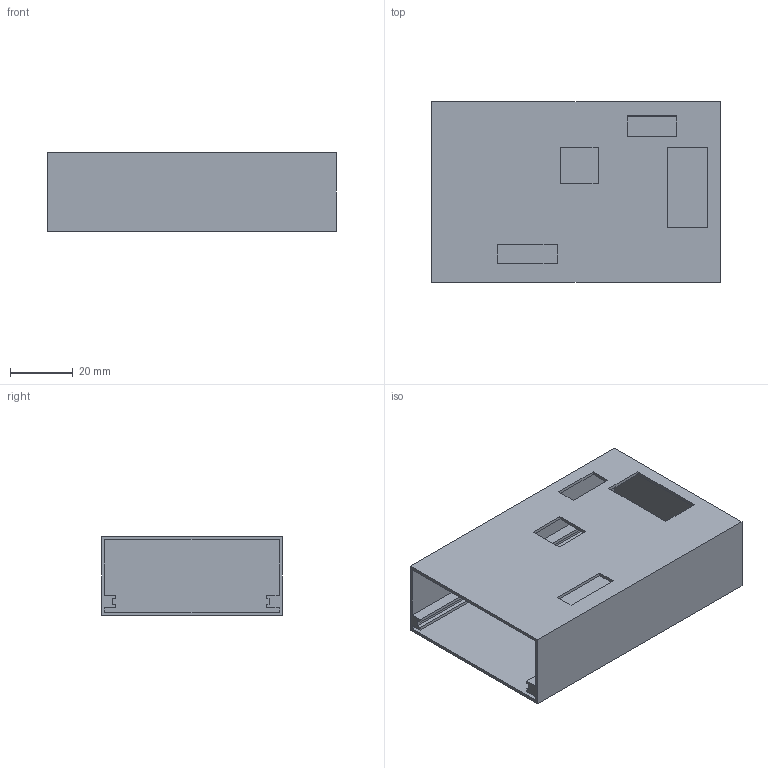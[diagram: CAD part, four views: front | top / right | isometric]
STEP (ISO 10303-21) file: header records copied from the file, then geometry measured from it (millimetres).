
FILE_DESCRIPTION(/* description */ (''),/* implementation_level */ '2;1');
FILE_NAME(/* name */ 'face_tracking_drone_onflight v1.step',/* time_stamp */ '2019-04-07T22:13:56-04:00',/* author */ ('chen_haobo_111'),/* organization */ (''),/* preprocessor_version */ 'ST-DEVELOPER v17.2',/* originating_system */ 'Autodesk Translation Framework v7.6.0.251',/* authorisation */ '');
FILE_SCHEMA (('AUTOMOTIVE_DESIGN { 1 0 10303 214 3 1 1 }'));
Length unit declared in the file: millimetre
Products named in the file (1): face_tracking_drone_onflight
Bounding box: 92 x 57.5 x 25 mm (x, y, z)
Volume: 17476.5 mm3; surface area: 32349 mm2
Topology: 1 solids, 1 shells, 47 faces, 132 edges, 88 vertices
Faces by surface type: plane 47
Entity records: 1528 total; most frequent: CARTESIAN_POINT 268, ORIENTED_EDGE 264, DIRECTION 228, LINE 132, VECTOR 132, EDGE_CURVE 132, VERTEX_POINT 88, EDGE_LOOP 58
